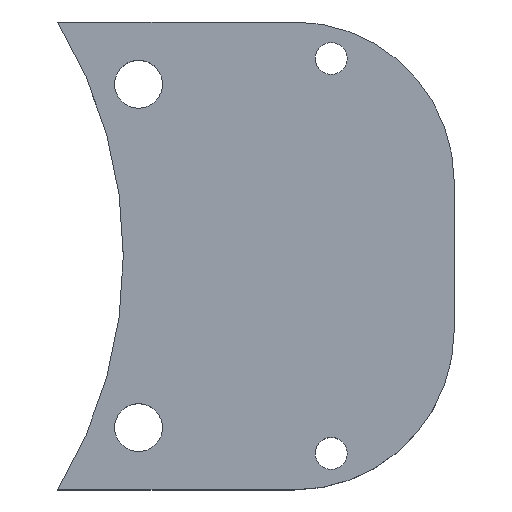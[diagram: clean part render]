
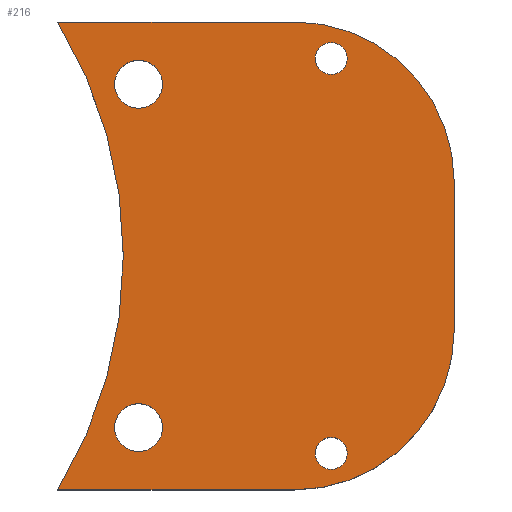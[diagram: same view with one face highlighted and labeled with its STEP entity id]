
A CAD part, top view. The second image highlights one B-rep face of the part: STEP entity #216.
In plain terms, the highlighted planar face has unit normal (0, 0, 1).
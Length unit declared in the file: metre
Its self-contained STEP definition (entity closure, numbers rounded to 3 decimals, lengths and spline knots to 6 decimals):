
#24=LINE('',#364,#36);
#27=LINE('',#374,#39);
#28=LINE('',#378,#40);
#36=VECTOR('',#300,1.);
#39=VECTOR('',#313,1.);
#40=VECTOR('',#316,1.);
#73=ORIENTED_EDGE('',*,*,#108,.T.);
#74=ORIENTED_EDGE('',*,*,#107,.T.);
#75=ORIENTED_EDGE('',*,*,#106,.T.);
#76=ORIENTED_EDGE('',*,*,#105,.T.);
#77=ORIENTED_EDGE('',*,*,#112,.T.);
#78=ORIENTED_EDGE('',*,*,#111,.F.);
#79=ORIENTED_EDGE('',*,*,#115,.F.);
#80=ORIENTED_EDGE('',*,*,#116,.F.);
#81=ORIENTED_EDGE('',*,*,#117,.F.);
#82=ORIENTED_EDGE('',*,*,#118,.F.);
#105=EDGE_CURVE('',#131,#131,#148,.T.);
#106=EDGE_CURVE('',#132,#132,#149,.T.);
#107=EDGE_CURVE('',#133,#133,#150,.T.);
#108=EDGE_CURVE('',#134,#134,#151,.T.);
#111=EDGE_CURVE('',#136,#135,#24,.T.);
#112=EDGE_CURVE('',#137,#135,#152,.F.);
#115=EDGE_CURVE('',#138,#136,#153,.F.);
#116=EDGE_CURVE('',#139,#138,#27,.T.);
#117=EDGE_CURVE('',#140,#139,#154,.F.);
#118=EDGE_CURVE('',#137,#140,#28,.T.);
#131=VERTEX_POINT('',#349);
#132=VERTEX_POINT('',#352);
#133=VERTEX_POINT('',#355);
#134=VERTEX_POINT('',#358);
#135=VERTEX_POINT('',#361);
#136=VERTEX_POINT('',#363);
#137=VERTEX_POINT('',#367);
#138=VERTEX_POINT('',#371);
#139=VERTEX_POINT('',#375);
#140=VERTEX_POINT('',#377);
#148=CIRCLE('',#242,0.001);
#149=CIRCLE('',#244,0.001);
#150=CIRCLE('',#246,0.0015);
#151=CIRCLE('',#248,0.0015);
#152=CIRCLE('',#251,0.02815);
#153=CIRCLE('',#253,0.01);
#154=CIRCLE('',#255,0.01);
#171=EDGE_LOOP('',(#73));
#172=EDGE_LOOP('',(#74));
#173=EDGE_LOOP('',(#75));
#174=EDGE_LOOP('',(#76));
#175=EDGE_LOOP('',(#77,#78,#79,#80,#81,#82));
#195=FACE_BOUND('',#171,.T.);
#196=FACE_BOUND('',#172,.T.);
#197=FACE_BOUND('',#173,.T.);
#198=FACE_BOUND('',#174,.T.);
#199=FACE_BOUND('',#175,.T.);
#205=PLANE('',#254);
#216=ADVANCED_FACE('',(#195,#196,#197,#198,#199),#205,.F.);
#242=AXIS2_PLACEMENT_3D('',#348,#282,#283);
#244=AXIS2_PLACEMENT_3D('',#351,#286,#287);
#246=AXIS2_PLACEMENT_3D('',#354,#290,#291);
#248=AXIS2_PLACEMENT_3D('',#357,#294,#295);
#251=AXIS2_PLACEMENT_3D('',#366,#303,#304);
#253=AXIS2_PLACEMENT_3D('',#372,#309,#310);
#254=AXIS2_PLACEMENT_3D('',#373,#311,#312);
#255=AXIS2_PLACEMENT_3D('',#376,#314,#315);
#282=DIRECTION('',(0.,0.,-1.));
#283=DIRECTION('',(-1.,0.,0.));
#286=DIRECTION('',(0.,0.,-1.));
#287=DIRECTION('',(-1.,0.,0.));
#290=DIRECTION('',(0.,0.,-1.));
#291=DIRECTION('',(-1.,0.,0.));
#294=DIRECTION('',(0.,0.,-1.));
#295=DIRECTION('',(-1.,0.,0.));
#300=DIRECTION('',(-1.,0.,0.));
#303=DIRECTION('',(0.,0.,1.));
#304=DIRECTION('',(1.,0.,0.));
#309=DIRECTION('',(0.,0.,1.));
#310=DIRECTION('',(1.,0.,0.));
#311=DIRECTION('',(0.,0.,-1.));
#312=DIRECTION('',(1.,0.,0.));
#313=DIRECTION('',(0.,-1.,0.));
#314=DIRECTION('',(0.,0.,1.));
#315=DIRECTION('',(1.,0.,0.));
#316=DIRECTION('',(1.,0.,0.));
#348=CARTESIAN_POINT('',(0.041156,-0.012347,0.042));
#349=CARTESIAN_POINT('',(0.040156,-0.012347,0.042));
#351=CARTESIAN_POINT('',(0.041156,0.012347,0.042));
#352=CARTESIAN_POINT('',(0.040156,0.012347,0.042));
#354=CARTESIAN_POINT('',(0.029106,0.01074,0.042));
#355=CARTESIAN_POINT('',(0.027606,0.01074,0.042));
#357=CARTESIAN_POINT('',(0.029106,-0.01074,0.042));
#358=CARTESIAN_POINT('',(0.027606,-0.01074,0.042));
#361=CARTESIAN_POINT('',(0.024049,-0.014632,0.042));
#363=CARTESIAN_POINT('',(0.03885,-0.014632,0.042));
#364=CARTESIAN_POINT('',(0.031449,-0.014632,0.042));
#366=CARTESIAN_POINT('',(0.,0.,0.042));
#367=CARTESIAN_POINT('',(0.024049,0.014632,0.042));
#371=CARTESIAN_POINT('',(0.04885,-0.004632,0.042));
#372=CARTESIAN_POINT('',(0.03885,-0.004632,0.042));
#373=CARTESIAN_POINT('',(0.011215,0.,0.042));
#374=CARTESIAN_POINT('',(0.04885,0.,0.042));
#375=CARTESIAN_POINT('',(0.04885,0.004632,0.042));
#376=CARTESIAN_POINT('',(0.03885,0.004632,0.042));
#377=CARTESIAN_POINT('',(0.03885,0.014632,0.042));
#378=CARTESIAN_POINT('',(0.031449,0.014632,0.042));
